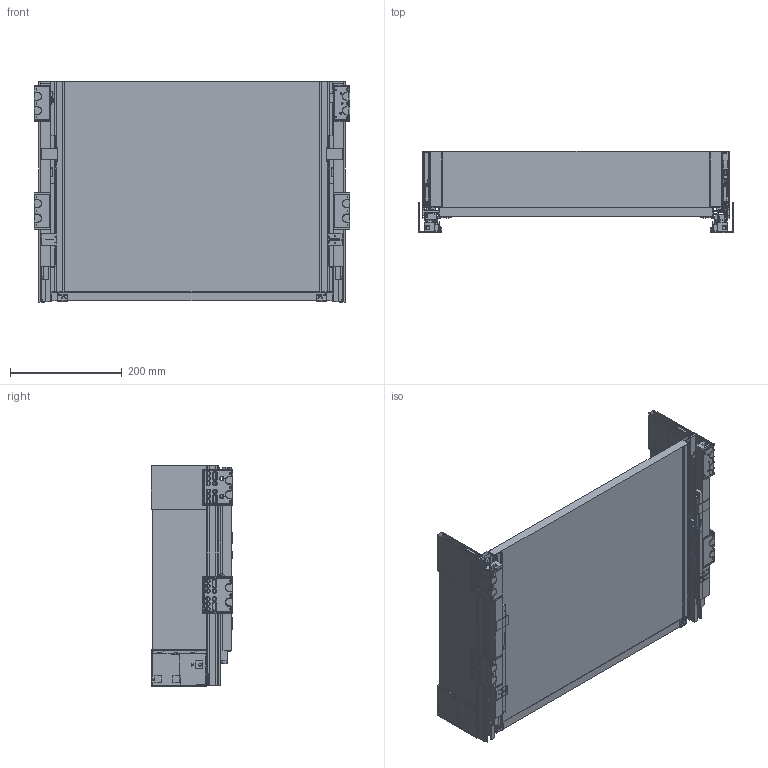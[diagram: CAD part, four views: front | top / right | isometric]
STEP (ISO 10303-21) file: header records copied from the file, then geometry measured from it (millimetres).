
FILE_DESCRIPTION(/* description */ (''),/* implementation_level */ '2;1');
FILE_NAME(/* name */ 'AXIS PRO GLASS 116_400.stp',/* time_stamp */ '2023-08-08T13:52:25+02:00',/* author */ ('tomaszw'),/* organization */ (''),/* preprocessor_version */ 'ST-DEVELOPER v19.2',/* originating_system */ 'Autodesk Inventor 2023',/* authorisation */ '');
FILE_SCHEMA (('AUTOMOTIVE_DESIGN { 1 0 10303 214 3 1 1 }'));
Products named in the file (2): AXIS PRO GLASS; AXIS PRO GLASS_116_400
Assembly tree (1 placements, depth 2):
  AXIS PRO GLASS
    AXIS PRO GLASS_116_400
Bounding box: 564 x 146.5 x 394.56 mm (x, y, z)
Volume: 4962783.3 mm3; surface area: 1331237.6 mm2
Topology: 73 solids, 75 shells, 4237 faces, 11627 edges, 7569 vertices
Faces by surface type: plane 2922, cylinder 768, bspline 288, cone 167, sphere 72, torus 20
Full cylindrical faces by diameter (mm): 1.8 x4, 2 x2, 2.4 x2, 2.5 x7, 2.8 x4, 2.9 x2, 3 x3, 3.7 x3, 3.8 x4, 4 x28, 4.134 x8, 4.5 x2, 4.85 x8, 5 x13, 5.5 x1, 6 x37, 7 x4, 8.5 x4, 8.8 x8, 9.2 x2, 10 x13, 10.4 x4
Entity records: 210056 total; most frequent: CARTESIAN_POINT 99800, ORIENTED_EDGE 23209, DIRECTION 20336, EDGE_CURVE 11610, LINE 8702, VECTOR 8702, VERTEX_POINT 7597, AXIS2_PLACEMENT_3D 5817
